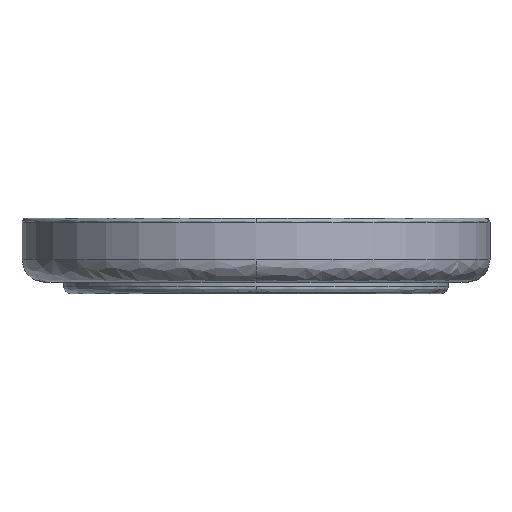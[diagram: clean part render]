
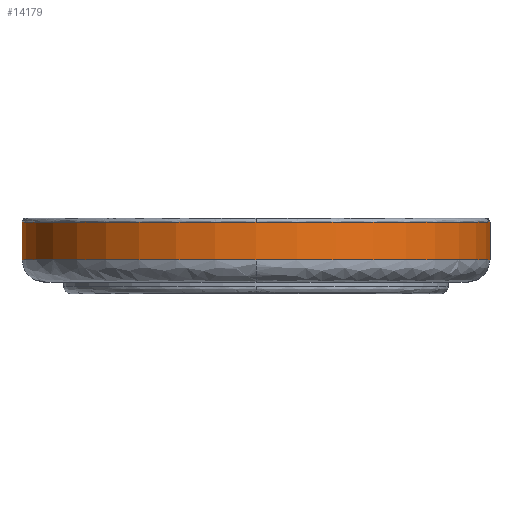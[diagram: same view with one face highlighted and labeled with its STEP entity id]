
A CAD part, left-side view. The second image highlights one B-rep face of the part: STEP entity #14179.
In plain terms, the highlighted cylindrical face has radius 6.2 mm (diameter 12.4 mm), a partial arc.
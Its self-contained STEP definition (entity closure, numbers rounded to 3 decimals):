
#17 = DIRECTION ( 'NONE',  ( 0., -1., 0. ) ) ;
#751 = VERTEX_POINT ( 'NONE', #6352 ) ;
#791 = CARTESIAN_POINT ( 'NONE',  ( 0., 0.1, 6.2 ) ) ;
#2629 = DIRECTION ( 'NONE',  ( 0., 0., 1. ) ) ;
#3638 = LINE ( 'NONE', #7810, #24702 ) ;
#4412 = CIRCLE ( 'NONE', #18957, 6.2 ) ;
#4488 = EDGE_CURVE ( 'NONE', #6130, #15378, #11912, .T. ) ;
#5552 = ORIENTED_EDGE ( 'NONE', *, *, #22677, .F. ) ;
#6130 = VERTEX_POINT ( 'NONE', #791 ) ;
#6197 = DIRECTION ( 'NONE',  ( 0., -1., 0. ) ) ;
#6352 = CARTESIAN_POINT ( 'NONE',  ( 0., 1.1, -6.2 ) ) ;
#6823 = CARTESIAN_POINT ( 'NONE',  ( -6.2, 0.1, 0. ) ) ;
#6963 = CARTESIAN_POINT ( 'NONE',  ( 0., 1.1, 0. ) ) ;
#7201 = VECTOR ( 'NONE', #7621, 1000. ) ;
#7621 = DIRECTION ( 'NONE',  ( 0., 1., 0. ) ) ;
#7810 = CARTESIAN_POINT ( 'NONE',  ( 0., 0., -6.2 ) ) ;
#8196 = DIRECTION ( 'NONE',  ( 1., 0., 0. ) ) ;
#8470 = DIRECTION ( 'NONE',  ( 1., 0., 0. ) ) ;
#8953 = CARTESIAN_POINT ( 'NONE',  ( 0., 1.1, 0. ) ) ;
#9253 = EDGE_CURVE ( 'NONE', #21361, #751, #3638, .T. ) ;
#9769 = CARTESIAN_POINT ( 'NONE',  ( 0., 0., 0. ) ) ;
#10384 = DIRECTION ( 'NONE',  ( 0., 1., 0. ) ) ;
#10581 = CARTESIAN_POINT ( 'NONE',  ( 0., 0.1, -6.2 ) ) ;
#11508 = CARTESIAN_POINT ( 'NONE',  ( -6.2, 1.1, 0. ) ) ;
#11912 = LINE ( 'NONE', #22329, #7201 ) ;
#12462 = EDGE_CURVE ( 'NONE', #14090, #751, #24517, .T. ) ;
#12511 = CIRCLE ( 'NONE', #15218, 6.2 ) ;
#12860 = AXIS2_PLACEMENT_3D ( 'NONE', #25748, #17, #8196 ) ;
#13262 = ORIENTED_EDGE ( 'NONE', *, *, #12462, .T. ) ;
#13331 = CIRCLE ( 'NONE', #12860, 6.2 ) ;
#14055 = AXIS2_PLACEMENT_3D ( 'NONE', #9769, #14468, #21040 ) ;
#14090 = VERTEX_POINT ( 'NONE', #11508 ) ;
#14179 = ADVANCED_FACE ( 'NONE', ( #16611 ), #23026, .T. ) ;
#14468 = DIRECTION ( 'NONE',  ( 0., 1., 0. ) ) ;
#14600 = CARTESIAN_POINT ( 'NONE',  ( 0., 0.1, 0. ) ) ;
#14933 = AXIS2_PLACEMENT_3D ( 'NONE', #8953, #17537, #26094 ) ;
#15218 = AXIS2_PLACEMENT_3D ( 'NONE', #6963, #18226, #2629 ) ;
#15378 = VERTEX_POINT ( 'NONE', #24192 ) ;
#15441 = ORIENTED_EDGE ( 'NONE', *, *, #4488, .T. ) ;
#16030 = ORIENTED_EDGE ( 'NONE', *, *, #24809, .T. ) ;
#16611 = FACE_OUTER_BOUND ( 'NONE', #18475, .T. ) ;
#17537 = DIRECTION ( 'NONE',  ( 0., -1., 0. ) ) ;
#17800 = ORIENTED_EDGE ( 'NONE', *, *, #18427, .F. ) ;
#18226 = DIRECTION ( 'NONE',  ( 0., -1., 0. ) ) ;
#18427 = EDGE_CURVE ( 'NONE', #24418, #21361, #4412, .T. ) ;
#18475 = EDGE_LOOP ( 'NONE', ( #25535, #17800, #5552, #15441, #16030, #13262 ) ) ;
#18957 = AXIS2_PLACEMENT_3D ( 'NONE', #14600, #6197, #8470 ) ;
#21040 = DIRECTION ( 'NONE',  ( 0., 0., 1. ) ) ;
#21361 = VERTEX_POINT ( 'NONE', #10581 ) ;
#22329 = CARTESIAN_POINT ( 'NONE',  ( 0., 0., 6.2 ) ) ;
#22677 = EDGE_CURVE ( 'NONE', #6130, #24418, #13331, .T. ) ;
#23026 = CYLINDRICAL_SURFACE ( 'NONE', #14055, 6.2 ) ;
#24192 = CARTESIAN_POINT ( 'NONE',  ( 0., 1.1, 6.2 ) ) ;
#24418 = VERTEX_POINT ( 'NONE', #6823 ) ;
#24517 = CIRCLE ( 'NONE', #14933, 6.2 ) ;
#24702 = VECTOR ( 'NONE', #10384, 1000. ) ;
#24809 = EDGE_CURVE ( 'NONE', #15378, #14090, #12511, .T. ) ;
#25535 = ORIENTED_EDGE ( 'NONE', *, *, #9253, .F. ) ;
#25748 = CARTESIAN_POINT ( 'NONE',  ( 0., 0.1, 0. ) ) ;
#26094 = DIRECTION ( 'NONE',  ( 0., 0., 1. ) ) ;
